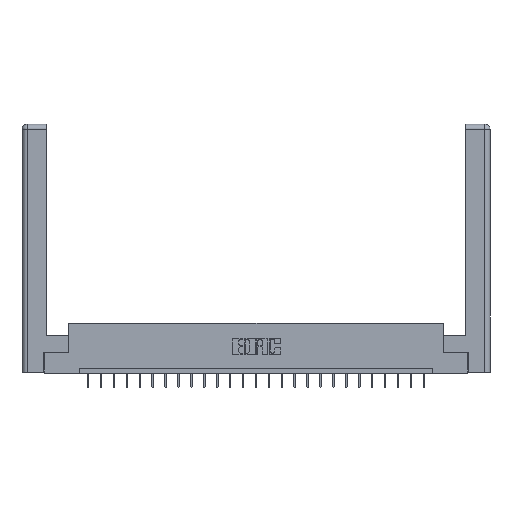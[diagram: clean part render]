
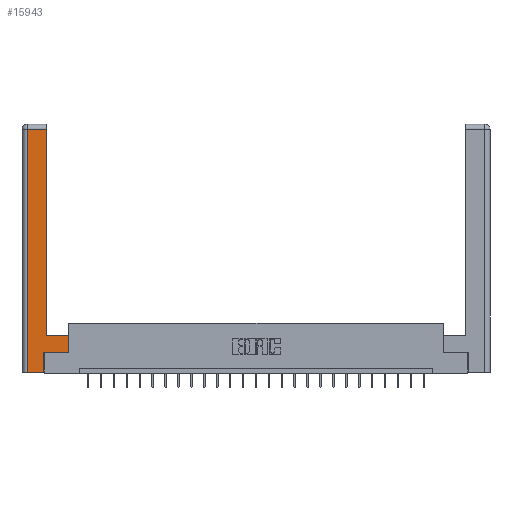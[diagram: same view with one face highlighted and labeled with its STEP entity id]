
A CAD part, top view. The second image highlights one B-rep face of the part: STEP entity #15943.
In plain terms, the highlighted planar face has unit normal (0, 0, 1).
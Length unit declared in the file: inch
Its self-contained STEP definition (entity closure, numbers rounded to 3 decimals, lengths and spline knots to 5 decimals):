
#1366 = EDGE_CURVE ( 'NONE', #3719, #12972, #5598, .T. ) ;
#1485 = ORIENTED_EDGE ( 'NONE', *, *, #6093, .T. ) ;
#1828 = DIRECTION ( 'NONE',  ( 0., 1., 0. ) ) ;
#2258 = DIRECTION ( 'NONE',  ( -1., 0., 0. ) ) ;
#2489 = VECTOR ( 'NONE', #7053, 39.37008 ) ;
#2586 = ORIENTED_EDGE ( 'NONE', *, *, #8827, .T. ) ;
#2687 = DIRECTION ( 'NONE',  ( 0., -1., 0. ) ) ;
#2910 = VECTOR ( 'NONE', #19501, 39.37008 ) ;
#3290 = EDGE_CURVE ( 'NONE', #17783, #15482, #22798, .T. ) ;
#3419 = DIRECTION ( 'NONE',  ( -1., 0., 0. ) ) ;
#3719 = VERTEX_POINT ( 'NONE', #13160 ) ;
#3743 = CARTESIAN_POINT ( 'NONE',  ( 0.0615, 2.94, 0. ) ) ;
#3925 = ORIENTED_EDGE ( 'NONE', *, *, #6771, .T. ) ;
#4264 = EDGE_CURVE ( 'NONE', #12972, #6961, #21490, .T. ) ;
#4704 = LINE ( 'NONE', #10437, #6793 ) ;
#4753 = DIRECTION ( 'NONE',  ( 0., 0., -1. ) ) ;
#5045 = FACE_OUTER_BOUND ( 'NONE', #18405, .T. ) ;
#5598 = LINE ( 'NONE', #9518, #2910 ) ;
#5599 = CARTESIAN_POINT ( 'NONE',  ( 0.565, 0.245, 0. ) ) ;
#6093 = EDGE_CURVE ( 'NONE', #19392, #17783, #4704, .T. ) ;
#6136 = ORIENTED_EDGE ( 'NONE', *, *, #3290, .T. ) ;
#6756 = PLANE ( 'NONE',  #24590 ) ;
#6771 = EDGE_CURVE ( 'NONE', #6961, #19392, #24094, .T. ) ;
#6793 = VECTOR ( 'NONE', #8337, 39.37008 ) ;
#6853 = VECTOR ( 'NONE', #1828, 39.37008 ) ;
#6961 = VERTEX_POINT ( 'NONE', #14315 ) ;
#7053 = DIRECTION ( 'NONE',  ( -1., 0., 0. ) ) ;
#7467 = ORIENTED_EDGE ( 'NONE', *, *, #4264, .T. ) ;
#8280 = CARTESIAN_POINT ( 'NONE',  ( 0.265, 0., 0. ) ) ;
#8337 = DIRECTION ( 'NONE',  ( 0., 1., 0. ) ) ;
#8763 = LINE ( 'NONE', #16079, #9075 ) ;
#8827 = EDGE_CURVE ( 'NONE', #15482, #16400, #8763, .T. ) ;
#9075 = VECTOR ( 'NONE', #2687, 39.37008 ) ;
#9322 = LINE ( 'NONE', #23501, #15888 ) ;
#9518 = CARTESIAN_POINT ( 'NONE',  ( 0.565, 0.245, 0. ) ) ;
#10145 = DIRECTION ( 'NONE',  ( 1., 0., 0. ) ) ;
#10437 = CARTESIAN_POINT ( 'NONE',  ( 0.295, 3., 0. ) ) ;
#11051 = VECTOR ( 'NONE', #10145, 39.37008 ) ;
#11391 = CARTESIAN_POINT ( 'NONE',  ( 0.565, 0.45, 0. ) ) ;
#12972 = VERTEX_POINT ( 'NONE', #5599 ) ;
#13127 = CARTESIAN_POINT ( 'NONE',  ( 0.0615, 0., 0. ) ) ;
#13160 = CARTESIAN_POINT ( 'NONE',  ( 0.265, 0.245, 0. ) ) ;
#14040 = LINE ( 'NONE', #8280, #11051 ) ;
#14315 = CARTESIAN_POINT ( 'NONE',  ( 0.565, 0.45, 0. ) ) ;
#14504 = VERTEX_POINT ( 'NONE', #15284 ) ;
#15284 = CARTESIAN_POINT ( 'NONE',  ( 0.265, 0., 0. ) ) ;
#15359 = CARTESIAN_POINT ( 'NONE',  ( 0.295, 2.94, 0. ) ) ;
#15482 = VERTEX_POINT ( 'NONE', #3743 ) ;
#15888 = VECTOR ( 'NONE', #16031, 39.37008 ) ;
#15895 = EDGE_CURVE ( 'NONE', #16400, #14504, #14040, .T. ) ;
#15943 = ADVANCED_FACE ( 'NONE', ( #5045 ), #6756, .F. ) ;
#16031 = DIRECTION ( 'NONE',  ( 0., 1., 0. ) ) ;
#16079 = CARTESIAN_POINT ( 'NONE',  ( 0.0615, 0., 0. ) ) ;
#16400 = VERTEX_POINT ( 'NONE', #13127 ) ;
#16640 = CARTESIAN_POINT ( 'NONE',  ( 0.295, 0.45, 0. ) ) ;
#17783 = VERTEX_POINT ( 'NONE', #15359 ) ;
#17875 = ORIENTED_EDGE ( 'NONE', *, *, #15895, .T. ) ;
#17918 = ORIENTED_EDGE ( 'NONE', *, *, #20221, .T. ) ;
#18405 = EDGE_LOOP ( 'NONE', ( #1485, #6136, #2586, #17875, #17918, #24051, #7467, #3925 ) ) ;
#19392 = VERTEX_POINT ( 'NONE', #16640 ) ;
#19501 = DIRECTION ( 'NONE',  ( 1., 0., 0. ) ) ;
#20221 = EDGE_CURVE ( 'NONE', #14504, #3719, #9322, .T. ) ;
#20409 = CARTESIAN_POINT ( 'NONE',  ( 0.0615, 2.94, 0. ) ) ;
#20496 = VECTOR ( 'NONE', #2258, 39.37008 ) ;
#20612 = CARTESIAN_POINT ( 'NONE',  ( 0., 0., 0. ) ) ;
#21490 = LINE ( 'NONE', #11391, #6853 ) ;
#22798 = LINE ( 'NONE', #20409, #2489 ) ;
#23289 = CARTESIAN_POINT ( 'NONE',  ( 0.295, 0.45, 0. ) ) ;
#23501 = CARTESIAN_POINT ( 'NONE',  ( 0.265, 0.245, 0. ) ) ;
#24051 = ORIENTED_EDGE ( 'NONE', *, *, #1366, .T. ) ;
#24094 = LINE ( 'NONE', #23289, #20496 ) ;
#24590 = AXIS2_PLACEMENT_3D ( 'NONE', #20612, #4753, #3419 ) ;
